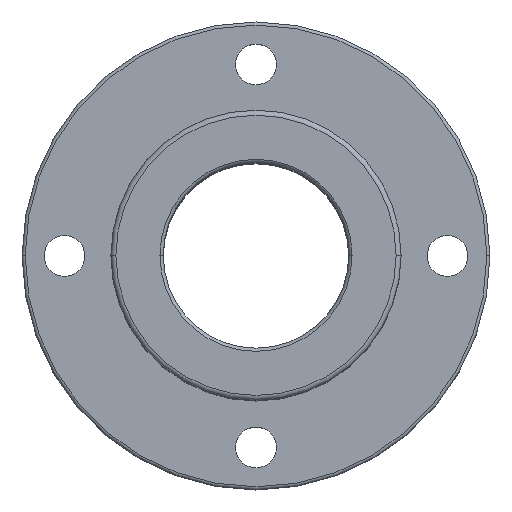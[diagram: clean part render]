
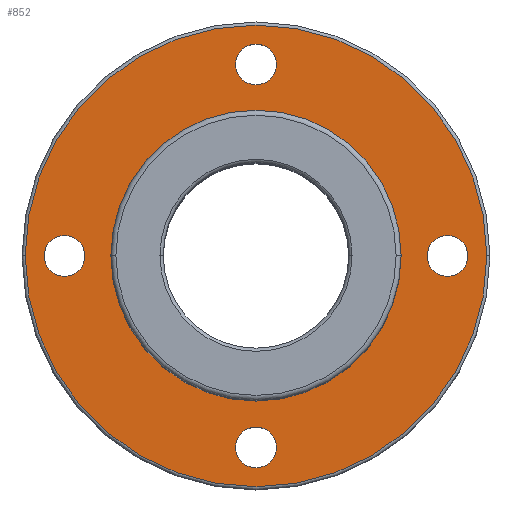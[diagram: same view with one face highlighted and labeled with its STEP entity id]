
A CAD part, top view. The second image highlights one B-rep face of the part: STEP entity #852.
In plain terms, the highlighted planar face has unit normal (0, 0, 1).
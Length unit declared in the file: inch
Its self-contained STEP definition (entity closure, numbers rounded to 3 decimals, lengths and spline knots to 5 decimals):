
#34 = ORIENTED_EDGE ( 'NONE', *, *, #1339, .T. ) ;
#82 = DIRECTION ( 'NONE',  ( 0., 0., -1. ) ) ;
#99 = ORIENTED_EDGE ( 'NONE', *, *, #1561, .T. ) ;
#121 = VERTEX_POINT ( 'NONE', #1523 ) ;
#130 = DIRECTION ( 'NONE',  ( 0., 0., -1. ) ) ;
#134 = DIRECTION ( 'NONE',  ( -1., 0., 0. ) ) ;
#142 = CIRCLE ( 'NONE', #1699, 0.1299 ) ;
#180 = DIRECTION ( 'NONE',  ( 1., 0., 0. ) ) ;
#244 = VERTEX_POINT ( 'NONE', #566 ) ;
#305 = CARTESIAN_POINT ( 'NONE',  ( 1.47106, 0., 0.546 ) ) ;
#373 = FACE_BOUND ( 'NONE', #1555, .T. ) ;
#381 = AXIS2_PLACEMENT_3D ( 'NONE', #2505, #2985, #714 ) ;
#394 = VERTEX_POINT ( 'NONE', #633 ) ;
#404 = DIRECTION ( 'NONE',  ( 1., 0., 0. ) ) ;
#419 = PLANE ( 'NONE',  #2444 ) ;
#490 = CARTESIAN_POINT ( 'NONE',  ( 1.22045, 0., 0.546 ) ) ;
#528 = CARTESIAN_POINT ( 'NONE',  ( -0.92495, 0., 0.546 ) ) ;
#530 = DIRECTION ( 'NONE',  ( 0., 0., -1. ) ) ;
#551 = CIRCLE ( 'NONE', #2752, 0.92495 ) ;
#553 = CIRCLE ( 'NONE', #1468, 0.1299 ) ;
#557 = AXIS2_PLACEMENT_3D ( 'NONE', #1442, #2539, #1016 ) ;
#566 = CARTESIAN_POINT ( 'NONE',  ( 1.22045, 0.1299, 0.546 ) ) ;
#571 = CARTESIAN_POINT ( 'NONE',  ( 0., 0., 0.546 ) ) ;
#587 = EDGE_CURVE ( 'NONE', #1335, #1770, #2073, .T. ) ;
#626 = FACE_BOUND ( 'NONE', #2882, .T. ) ;
#633 = CARTESIAN_POINT ( 'NONE',  ( -0.1299, 1.22045, 0.546 ) ) ;
#641 = VERTEX_POINT ( 'NONE', #528 ) ;
#660 = CIRCLE ( 'NONE', #3206, 0.1299 ) ;
#684 = EDGE_CURVE ( 'NONE', #3143, #244, #1071, .T. ) ;
#714 = DIRECTION ( 'NONE',  ( -1., 0., 0. ) ) ;
#749 = AXIS2_PLACEMENT_3D ( 'NONE', #490, #3024, #3044 ) ;
#756 = EDGE_CURVE ( 'NONE', #1298, #121, #1121, .T. ) ;
#764 = ORIENTED_EDGE ( 'NONE', *, *, #1155, .T. ) ;
#804 = CARTESIAN_POINT ( 'NONE',  ( -1.47106, 0., 0.546 ) ) ;
#816 = ORIENTED_EDGE ( 'NONE', *, *, #587, .T. ) ;
#824 = CARTESIAN_POINT ( 'NONE',  ( 0., 0., 0.546 ) ) ;
#852 = ADVANCED_FACE ( 'NONE', ( #2878, #626, #1603, #373, #3155, #3183 ), #419, .F. ) ;
#880 = EDGE_CURVE ( 'NONE', #1556, #641, #551, .T. ) ;
#971 = EDGE_CURVE ( 'NONE', #121, #1298, #553, .T. ) ;
#1002 = EDGE_LOOP ( 'NONE', ( #816, #99 ) ) ;
#1005 = CARTESIAN_POINT ( 'NONE',  ( -0.1299, -1.22045, 0.546 ) ) ;
#1006 = AXIS2_PLACEMENT_3D ( 'NONE', #824, #2001, #1785 ) ;
#1015 = AXIS2_PLACEMENT_3D ( 'NONE', #1984, #3208, #1172 ) ;
#1016 = DIRECTION ( 'NONE',  ( 1., 0., 0. ) ) ;
#1071 = CIRCLE ( 'NONE', #749, 0.1299 ) ;
#1076 = CARTESIAN_POINT ( 'NONE',  ( -1.22045, 0., 0.546 ) ) ;
#1121 = CIRCLE ( 'NONE', #1531, 0.1299 ) ;
#1135 = CARTESIAN_POINT ( 'NONE',  ( 0., 0., 0.546 ) ) ;
#1146 = DIRECTION ( 'NONE',  ( 0., 0., 1. ) ) ;
#1155 = EDGE_CURVE ( 'NONE', #244, #3143, #1280, .T. ) ;
#1172 = DIRECTION ( 'NONE',  ( 0., 1., 0. ) ) ;
#1184 = CIRCLE ( 'NONE', #3033, 1.47106 ) ;
#1230 = EDGE_CURVE ( 'NONE', #2366, #2794, #2875, .T. ) ;
#1280 = CIRCLE ( 'NONE', #1015, 0.1299 ) ;
#1298 = VERTEX_POINT ( 'NONE', #2844 ) ;
#1301 = DIRECTION ( 'NONE',  ( -1., 0., 0. ) ) ;
#1322 = EDGE_LOOP ( 'NONE', ( #2085, #2300 ) ) ;
#1332 = CARTESIAN_POINT ( 'NONE',  ( 0., 1.22045, 0.546 ) ) ;
#1335 = VERTEX_POINT ( 'NONE', #305 ) ;
#1339 = EDGE_CURVE ( 'NONE', #394, #2930, #660, .T. ) ;
#1388 = DIRECTION ( 'NONE',  ( 0., 0., 1. ) ) ;
#1442 = CARTESIAN_POINT ( 'NONE',  ( 0., -1.22045, 0.546 ) ) ;
#1446 = EDGE_CURVE ( 'NONE', #641, #1556, #1688, .T. ) ;
#1468 = AXIS2_PLACEMENT_3D ( 'NONE', #3120, #82, #1615 ) ;
#1494 = CARTESIAN_POINT ( 'NONE',  ( 1.22045, -0.1299, 0.546 ) ) ;
#1523 = CARTESIAN_POINT ( 'NONE',  ( -1.22045, 0.1299, 0.546 ) ) ;
#1531 = AXIS2_PLACEMENT_3D ( 'NONE', #1076, #2893, #1831 ) ;
#1555 = EDGE_LOOP ( 'NONE', ( #34, #1908 ) ) ;
#1556 = VERTEX_POINT ( 'NONE', #3116 ) ;
#1561 = EDGE_CURVE ( 'NONE', #1770, #1335, #1184, .T. ) ;
#1603 = FACE_BOUND ( 'NONE', #1322, .T. ) ;
#1615 = DIRECTION ( 'NONE',  ( 0., -1., 0. ) ) ;
#1688 = CIRCLE ( 'NONE', #2292, 0.92495 ) ;
#1699 = AXIS2_PLACEMENT_3D ( 'NONE', #2107, #130, #180 ) ;
#1770 = VERTEX_POINT ( 'NONE', #804 ) ;
#1779 = CIRCLE ( 'NONE', #381, 0.1299 ) ;
#1785 = DIRECTION ( 'NONE',  ( 1., 0., 0. ) ) ;
#1831 = DIRECTION ( 'NONE',  ( 0., -1., 0. ) ) ;
#1908 = ORIENTED_EDGE ( 'NONE', *, *, #3046, .T. ) ;
#1984 = CARTESIAN_POINT ( 'NONE',  ( 1.22045, 0., 0.546 ) ) ;
#1999 = DIRECTION ( 'NONE',  ( 0., 0., 1. ) ) ;
#2001 = DIRECTION ( 'NONE',  ( 0., 0., 1. ) ) ;
#2072 = ORIENTED_EDGE ( 'NONE', *, *, #2315, .T. ) ;
#2073 = CIRCLE ( 'NONE', #1006, 1.47106 ) ;
#2085 = ORIENTED_EDGE ( 'NONE', *, *, #756, .T. ) ;
#2107 = CARTESIAN_POINT ( 'NONE',  ( 0., -1.22045, 0.546 ) ) ;
#2125 = CARTESIAN_POINT ( 'NONE',  ( 0., 0., 0.546 ) ) ;
#2254 = ORIENTED_EDGE ( 'NONE', *, *, #1230, .T. ) ;
#2292 = AXIS2_PLACEMENT_3D ( 'NONE', #571, #1999, #3081 ) ;
#2300 = ORIENTED_EDGE ( 'NONE', *, *, #971, .T. ) ;
#2315 = EDGE_CURVE ( 'NONE', #2794, #2366, #142, .T. ) ;
#2366 = VERTEX_POINT ( 'NONE', #2667 ) ;
#2423 = DIRECTION ( 'NONE',  ( 0., 0., -1. ) ) ;
#2444 = AXIS2_PLACEMENT_3D ( 'NONE', #2638, #2423, #134 ) ;
#2502 = ORIENTED_EDGE ( 'NONE', *, *, #880, .F. ) ;
#2505 = CARTESIAN_POINT ( 'NONE',  ( 0., 1.22045, 0.546 ) ) ;
#2539 = DIRECTION ( 'NONE',  ( 0., 0., -1. ) ) ;
#2619 = CARTESIAN_POINT ( 'NONE',  ( 0.1299, 1.22045, 0.546 ) ) ;
#2638 = CARTESIAN_POINT ( 'NONE',  ( 0., 0., 0.546 ) ) ;
#2667 = CARTESIAN_POINT ( 'NONE',  ( 0.1299, -1.22045, 0.546 ) ) ;
#2752 = AXIS2_PLACEMENT_3D ( 'NONE', #1135, #1388, #404 ) ;
#2783 = ORIENTED_EDGE ( 'NONE', *, *, #1446, .F. ) ;
#2794 = VERTEX_POINT ( 'NONE', #1005 ) ;
#2844 = CARTESIAN_POINT ( 'NONE',  ( -1.22045, -0.1299, 0.546 ) ) ;
#2875 = CIRCLE ( 'NONE', #557, 0.1299 ) ;
#2878 = FACE_BOUND ( 'NONE', #2912, .T. ) ;
#2882 = EDGE_LOOP ( 'NONE', ( #2254, #2072 ) ) ;
#2893 = DIRECTION ( 'NONE',  ( 0., 0., -1. ) ) ;
#2896 = EDGE_LOOP ( 'NONE', ( #2502, #2783 ) ) ;
#2897 = ORIENTED_EDGE ( 'NONE', *, *, #684, .T. ) ;
#2912 = EDGE_LOOP ( 'NONE', ( #764, #2897 ) ) ;
#2930 = VERTEX_POINT ( 'NONE', #2619 ) ;
#2985 = DIRECTION ( 'NONE',  ( 0., 0., -1. ) ) ;
#3024 = DIRECTION ( 'NONE',  ( 0., 0., -1. ) ) ;
#3033 = AXIS2_PLACEMENT_3D ( 'NONE', #2125, #1146, #3181 ) ;
#3044 = DIRECTION ( 'NONE',  ( 0., 1., 0. ) ) ;
#3046 = EDGE_CURVE ( 'NONE', #2930, #394, #1779, .T. ) ;
#3081 = DIRECTION ( 'NONE',  ( 1., 0., 0. ) ) ;
#3116 = CARTESIAN_POINT ( 'NONE',  ( 0.92495, 0., 0.546 ) ) ;
#3120 = CARTESIAN_POINT ( 'NONE',  ( -1.22045, 0., 0.546 ) ) ;
#3143 = VERTEX_POINT ( 'NONE', #1494 ) ;
#3155 = FACE_OUTER_BOUND ( 'NONE', #1002, .T. ) ;
#3181 = DIRECTION ( 'NONE',  ( 1., 0., 0. ) ) ;
#3183 = FACE_BOUND ( 'NONE', #2896, .T. ) ;
#3206 = AXIS2_PLACEMENT_3D ( 'NONE', #1332, #530, #1301 ) ;
#3208 = DIRECTION ( 'NONE',  ( 0., 0., -1. ) ) ;
